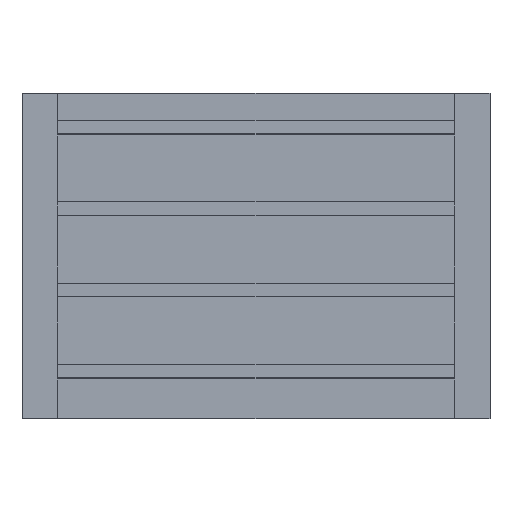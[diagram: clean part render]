
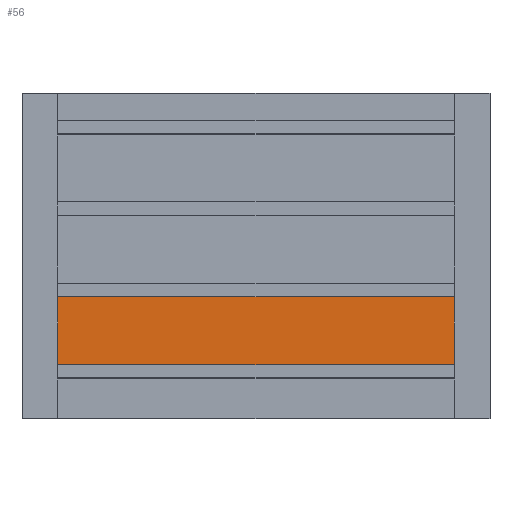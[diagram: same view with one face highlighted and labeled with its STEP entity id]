
A CAD part, top view. The second image highlights one B-rep face of the part: STEP entity #56.
In plain terms, the highlighted planar face has unit normal (0, 0, 1).
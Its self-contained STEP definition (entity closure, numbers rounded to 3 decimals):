
#56=ADVANCED_FACE('',(#112),#860,.T.);
#112=FACE_OUTER_BOUND('',#168,.T.);
#168=EDGE_LOOP('',(#370,#371,#372,#373));
#370=ORIENTED_EDGE('',*,*,#498,.T.);
#371=ORIENTED_EDGE('',*,*,#549,.T.);
#372=ORIENTED_EDGE('',*,*,#519,.T.);
#373=ORIENTED_EDGE('',*,*,#583,.F.);
#498=EDGE_CURVE('',#806,#767,#636,.T.);
#519=EDGE_CURVE('',#777,#814,#657,.T.);
#549=EDGE_CURVE('',#767,#777,#687,.T.);
#583=EDGE_CURVE('',#806,#814,#721,.T.);
#636=B_SPLINE_CURVE_WITH_KNOTS('',1,(#1300,#1301),.UNSPECIFIED.,.F.,.F.,
(2,2),(0.,556.),.UNSPECIFIED.);
#657=B_SPLINE_CURVE_WITH_KNOTS('',1,(#1342,#1343),.UNSPECIFIED.,.F.,.F.,
(2,2),(0.,556.),.UNSPECIFIED.);
#687=B_SPLINE_CURVE_WITH_KNOTS('',1,(#1402,#1403),.UNSPECIFIED.,.F.,.F.,
(2,2),(-171.,-75.8),.UNSPECIFIED.);
#721=B_SPLINE_CURVE_WITH_KNOTS('',1,(#1470,#1471),.UNSPECIFIED.,.F.,.F.,
(2,2),(-171.,-75.8),.UNSPECIFIED.);
#767=VERTEX_POINT('',#1169);
#777=VERTEX_POINT('',#1179);
#806=VERTEX_POINT('',#1208);
#814=VERTEX_POINT('',#1216);
#860=PLANE('',#1004);
#1004=AXIS2_PLACEMENT_3D('',#1122,#1063,$);
#1063=DIRECTION('',(0.,0.,1.));
#1122=CARTESIAN_POINT('',(44.34,-45.66,0.9));
#1169=CARTESIAN_POINT('',(100.,171.,0.9));
#1179=CARTESIAN_POINT('',(100.,75.8,0.9));
#1208=CARTESIAN_POINT('',(656.,171.,0.9));
#1216=CARTESIAN_POINT('',(656.,75.8,0.9));
#1300=CARTESIAN_POINT('',(656.,171.,0.9));
#1301=CARTESIAN_POINT('',(100.,171.,0.9));
#1342=CARTESIAN_POINT('',(100.,75.8,0.9));
#1343=CARTESIAN_POINT('',(656.,75.8,0.9));
#1402=CARTESIAN_POINT('',(100.,171.,0.9));
#1403=CARTESIAN_POINT('',(100.,75.8,0.9));
#1470=CARTESIAN_POINT('',(656.,171.,0.9));
#1471=CARTESIAN_POINT('',(656.,75.8,0.9));
